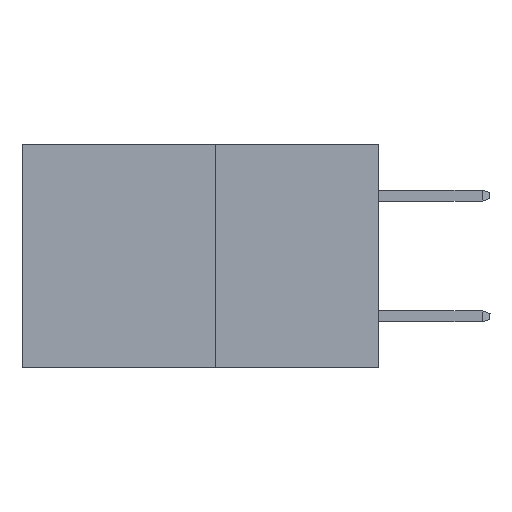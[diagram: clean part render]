
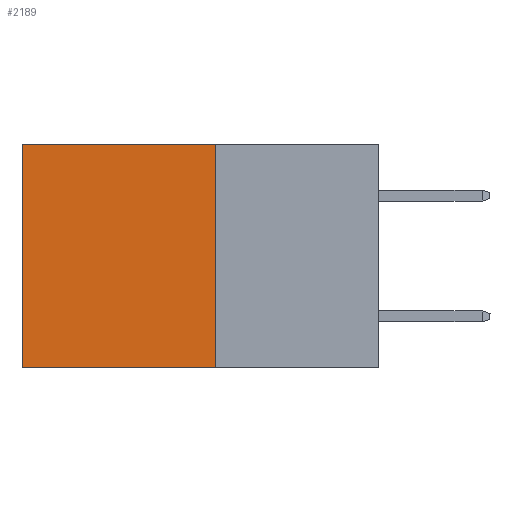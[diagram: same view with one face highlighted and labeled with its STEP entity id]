
A CAD part, left-side view. The second image highlights one B-rep face of the part: STEP entity #2189.
In plain terms, the highlighted planar face has unit normal (-1, 0, 0).
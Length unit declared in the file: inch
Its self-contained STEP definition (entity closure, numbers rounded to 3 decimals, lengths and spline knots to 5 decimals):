
#96 = CARTESIAN_POINT ( 'NONE',  ( 0.277, 0.59, -0.37 ) ) ;
#140 = CARTESIAN_POINT ( 'NONE',  ( 0.277, 0.59, -0.37 ) ) ;
#459 = CARTESIAN_POINT ( 'NONE',  ( 0.277, 0.27, -0.37 ) ) ;
#624 = LINE ( 'NONE', #140, #7859 ) ;
#1104 = VECTOR ( 'NONE', #7810, 39.37008 ) ;
#1228 = ORIENTED_EDGE ( 'NONE', *, *, #2874, .F. ) ;
#1340 = VERTEX_POINT ( 'NONE', #2131 ) ;
#1606 = AXIS2_PLACEMENT_3D ( 'NONE', #459, #1699, #9636 ) ;
#1673 = EDGE_CURVE ( 'NONE', #1340, #8277, #9847, .T. ) ;
#1699 = DIRECTION ( 'NONE',  ( 1., 0., 0. ) ) ;
#2131 = CARTESIAN_POINT ( 'NONE',  ( 0.277, 0.27, -0.37 ) ) ;
#2189 = ADVANCED_FACE ( 'NONE', ( #8864 ), #3012, .F. ) ;
#2254 = EDGE_LOOP ( 'NONE', ( #3754, #8672, #1228, #6753 ) ) ;
#2813 = VERTEX_POINT ( 'NONE', #7457 ) ;
#2874 = EDGE_CURVE ( 'NONE', #2813, #1340, #4381, .T. ) ;
#3012 = PLANE ( 'NONE',  #1606 ) ;
#3595 = DIRECTION ( 'NONE',  ( 0., 0., -1. ) ) ;
#3754 = ORIENTED_EDGE ( 'NONE', *, *, #8390, .T. ) ;
#3838 = VERTEX_POINT ( 'NONE', #6836 ) ;
#4182 = VECTOR ( 'NONE', #5784, 39.37008 ) ;
#4291 = CARTESIAN_POINT ( 'NONE',  ( 0.277, 0.27, -0.37 ) ) ;
#4381 = LINE ( 'NONE', #4291, #6276 ) ;
#4695 = EDGE_CURVE ( 'NONE', #2813, #3838, #7266, .T. ) ;
#5129 = CARTESIAN_POINT ( 'NONE',  ( 0.277, 0.27, -0.37 ) ) ;
#5502 = DIRECTION ( 'NONE',  ( 0., 0., -1. ) ) ;
#5784 = DIRECTION ( 'NONE',  ( 0., 1., 0. ) ) ;
#6276 = VECTOR ( 'NONE', #5502, 39.37008 ) ;
#6753 = ORIENTED_EDGE ( 'NONE', *, *, #4695, .T. ) ;
#6836 = CARTESIAN_POINT ( 'NONE',  ( 0.277, 0.59, 0. ) ) ;
#7266 = LINE ( 'NONE', #7970, #1104 ) ;
#7457 = CARTESIAN_POINT ( 'NONE',  ( 0.277, 0.27, 0. ) ) ;
#7810 = DIRECTION ( 'NONE',  ( 0., 1., 0. ) ) ;
#7859 = VECTOR ( 'NONE', #3595, 39.37008 ) ;
#7970 = CARTESIAN_POINT ( 'NONE',  ( 0.277, 0.27, 0. ) ) ;
#8277 = VERTEX_POINT ( 'NONE', #96 ) ;
#8390 = EDGE_CURVE ( 'NONE', #3838, #8277, #624, .T. ) ;
#8672 = ORIENTED_EDGE ( 'NONE', *, *, #1673, .F. ) ;
#8864 = FACE_OUTER_BOUND ( 'NONE', #2254, .T. ) ;
#9636 = DIRECTION ( 'NONE',  ( 0., 0., -1. ) ) ;
#9847 = LINE ( 'NONE', #5129, #4182 ) ;
